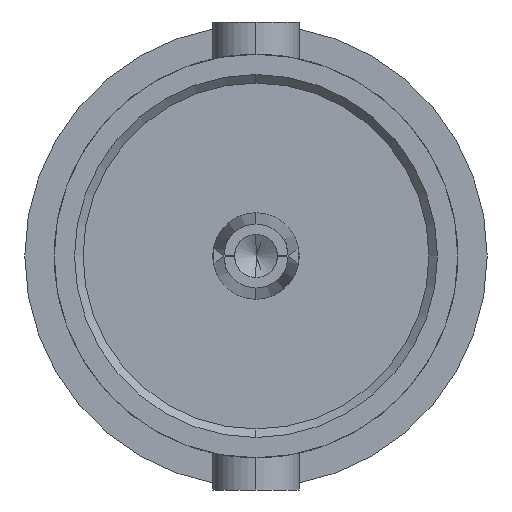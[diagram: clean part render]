
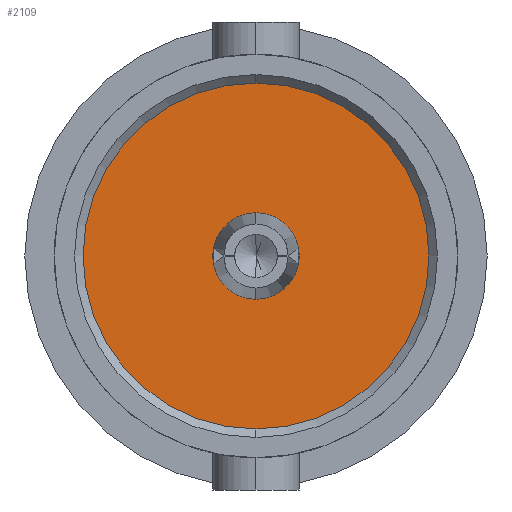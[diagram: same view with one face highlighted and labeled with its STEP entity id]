
A CAD part, left-side view. The second image highlights one B-rep face of the part: STEP entity #2109.
In plain terms, the highlighted planar face has unit normal (-1, 0, 0).
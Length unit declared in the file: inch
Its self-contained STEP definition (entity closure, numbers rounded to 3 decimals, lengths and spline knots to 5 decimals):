
#92 = CARTESIAN_POINT ( 'NONE',  ( 0., 0., 0.16198 ) ) ;
#177 = EDGE_CURVE ( 'NONE', #946, #1532, #1268, .T. ) ;
#192 = EDGE_LOOP ( 'NONE', ( #1605, #1418 ) ) ;
#229 = CIRCLE ( 'NONE', #628, 0.16198 ) ;
#281 = ORIENTED_EDGE ( 'NONE', *, *, #1527, .T. ) ;
#299 = AXIS2_PLACEMENT_3D ( 'NONE', #2683, #401, #355 ) ;
#320 = CIRCLE ( 'NONE', #1290, 0.04049 ) ;
#355 = DIRECTION ( 'NONE',  ( 0., 0., -1. ) ) ;
#401 = DIRECTION ( 'NONE',  ( -1., 0., 0. ) ) ;
#450 = VERTEX_POINT ( 'NONE', #738 ) ;
#575 = DIRECTION ( 'NONE',  ( 0., 0., -1. ) ) ;
#597 = CARTESIAN_POINT ( 'NONE',  ( 0., 0., 0. ) ) ;
#628 = AXIS2_PLACEMENT_3D ( 'NONE', #597, #1419, #2250 ) ;
#738 = CARTESIAN_POINT ( 'NONE',  ( 0., 0., 0.04049 ) ) ;
#785 = EDGE_CURVE ( 'NONE', #450, #827, #2436, .T. ) ;
#827 = VERTEX_POINT ( 'NONE', #1070 ) ;
#946 = VERTEX_POINT ( 'NONE', #92 ) ;
#1001 = PLANE ( 'NONE',  #1178 ) ;
#1040 = AXIS2_PLACEMENT_3D ( 'NONE', #2527, #1281, #2093 ) ;
#1070 = CARTESIAN_POINT ( 'NONE',  ( 0., 0., -0.04049 ) ) ;
#1178 = AXIS2_PLACEMENT_3D ( 'NONE', #2229, #2011, #575 ) ;
#1194 = EDGE_CURVE ( 'NONE', #827, #450, #320, .T. ) ;
#1220 = CARTESIAN_POINT ( 'NONE',  ( 0., 0., -0.16198 ) ) ;
#1268 = CIRCLE ( 'NONE', #1040, 0.16198 ) ;
#1274 = DIRECTION ( 'NONE',  ( 0., 0., -1. ) ) ;
#1281 = DIRECTION ( 'NONE',  ( -1., 0., 0. ) ) ;
#1290 = AXIS2_PLACEMENT_3D ( 'NONE', #1926, #2141, #1274 ) ;
#1345 = FACE_OUTER_BOUND ( 'NONE', #2028, .T. ) ;
#1347 = ORIENTED_EDGE ( 'NONE', *, *, #177, .T. ) ;
#1418 = ORIENTED_EDGE ( 'NONE', *, *, #1194, .F. ) ;
#1419 = DIRECTION ( 'NONE',  ( -1., 0., 0. ) ) ;
#1527 = EDGE_CURVE ( 'NONE', #1532, #946, #229, .T. ) ;
#1532 = VERTEX_POINT ( 'NONE', #1220 ) ;
#1568 = FACE_BOUND ( 'NONE', #192, .T. ) ;
#1605 = ORIENTED_EDGE ( 'NONE', *, *, #785, .F. ) ;
#1926 = CARTESIAN_POINT ( 'NONE',  ( 0., 0., 0. ) ) ;
#2011 = DIRECTION ( 'NONE',  ( 1., 0., 0. ) ) ;
#2028 = EDGE_LOOP ( 'NONE', ( #1347, #281 ) ) ;
#2093 = DIRECTION ( 'NONE',  ( 0., 0., 1. ) ) ;
#2109 = ADVANCED_FACE ( 'NONE', ( #1568, #1345 ), #1001, .F. ) ;
#2141 = DIRECTION ( 'NONE',  ( -1., 0., 0. ) ) ;
#2229 = CARTESIAN_POINT ( 'NONE',  ( 0., 0., 0. ) ) ;
#2250 = DIRECTION ( 'NONE',  ( 0., 0., 1. ) ) ;
#2436 = CIRCLE ( 'NONE', #299, 0.04049 ) ;
#2527 = CARTESIAN_POINT ( 'NONE',  ( 0., 0., 0. ) ) ;
#2683 = CARTESIAN_POINT ( 'NONE',  ( 0., 0., 0. ) ) ;
